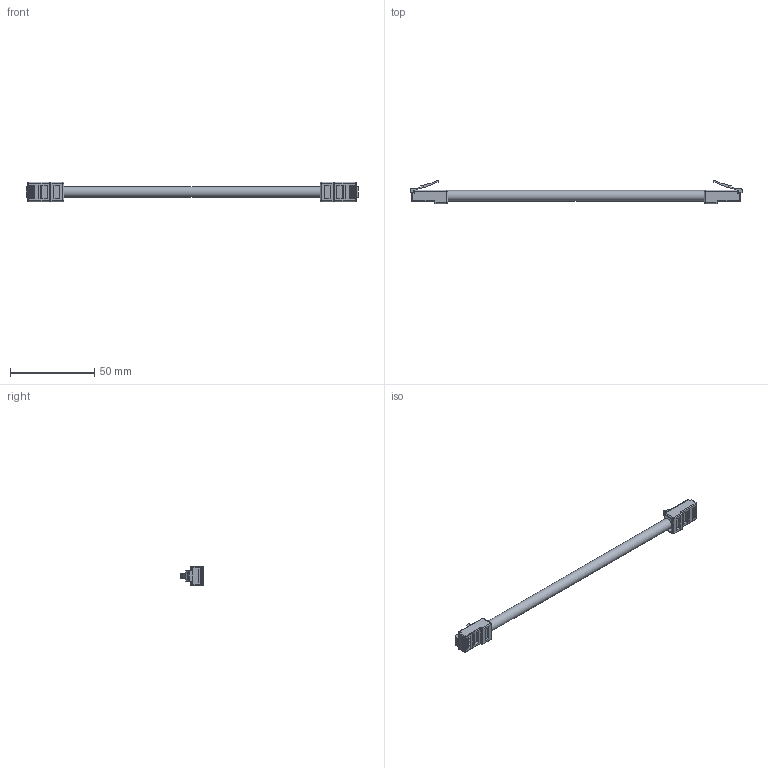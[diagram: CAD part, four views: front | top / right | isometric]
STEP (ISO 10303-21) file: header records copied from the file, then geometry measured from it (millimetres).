
FILE_DESCRIPTION (( 'STEP AP214' ), '1' );
FILE_NAME ('TRD855HFT.STEP', '2018-04-06T13:40:18', ( '' ), ( '' ), 'SwSTEP 2.0', 'SolidWorks 2017', '' );
FILE_SCHEMA (( 'AUTOMOTIVE_DESIGN' ));
Length unit declared in the file: inch
Products named in the file (3): 1AD01-006_no pin positions; 1AL03-124; TRD855HFT
Assembly tree (3 placements, depth 2):
  TRD855HFT
    1AL03-124
    1AD01-006_no pin positions  x2
Bounding box: 197.36 x 13.74 x 11.68 mm (x, y, z)
Volume: 6904.9 mm3; surface area: 6762 mm2
Topology: 3 solids, 3 shells, 397 faces, 1043 edges, 648 vertices
Faces by surface type: plane 240, cylinder 127, sphere 20, bspline 6, torus 4
Full cylindrical faces by diameter (mm): 1.016 x16, 6.299 x1
Entity records: 6675 total; most frequent: CARTESIAN_POINT 1140, DIRECTION 1037, ORIENTED_EDGE 1002, EDGE_CURVE 501, LINE 353, VECTOR 353, AXIS2_PLACEMENT_3D 342, VERTEX_POINT 325
